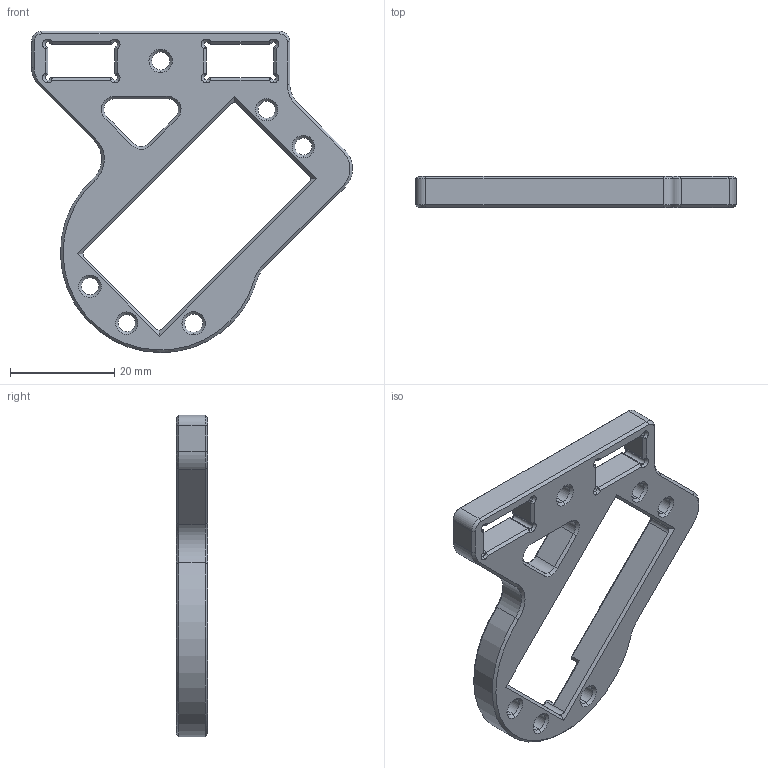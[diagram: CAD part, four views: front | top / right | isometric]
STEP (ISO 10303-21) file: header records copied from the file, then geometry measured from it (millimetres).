
FILE_DESCRIPTION (( 'STEP AP214' ), '1' );
FILE_NAME ('Upper assembly plate with servo - Metal version.STEP', '2021-04-08T08:20:58', ( '' ), ( '' ), 'SwSTEP 2.0', 'SolidWorks 2018', '' );
FILE_SCHEMA (( 'AUTOMOTIVE_DESIGN' ));
Length unit declared in the file: millimetre
Products named in the file (1): Upper assembly plate with servo - Metal version
Bounding box: 61.7 x 6 x 61.75 mm (x, y, z)
Volume: 8199.2 mm3; surface area: 5652.8 mm2
Topology: 1 solids, 1 shells, 248 faces, 588 edges, 310 vertices
Faces by surface type: cone 108, plane 81, cylinder 59
Entity records: 6773 total; most frequent: DIRECTION 1223, CARTESIAN_POINT 1181, ORIENTED_EDGE 1112, EDGE_CURVE 556, AXIS2_PLACEMENT_3D 440, VECTOR 343, LINE 343, VERTEX_POINT 310
